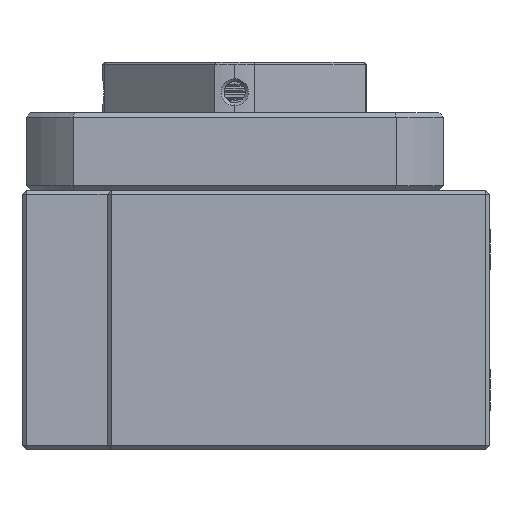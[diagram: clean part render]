
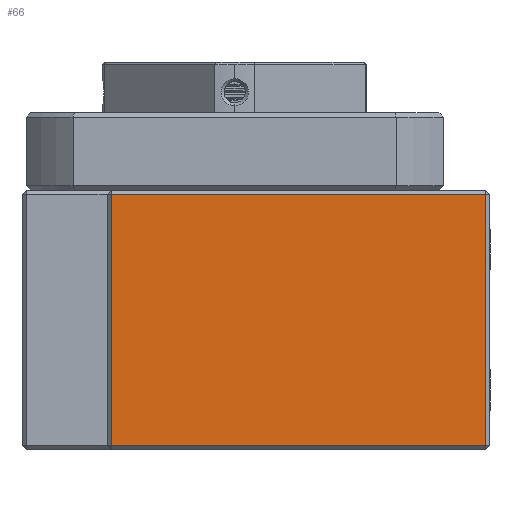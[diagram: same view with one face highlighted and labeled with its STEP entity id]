
A CAD part, left-side view. The second image highlights one B-rep face of the part: STEP entity #66.
In plain terms, the highlighted planar face has unit normal (-1, 0, 0).
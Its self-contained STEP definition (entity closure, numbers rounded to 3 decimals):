
#66 = ADVANCED_FACE ( 'NONE', ( #37138 ), #27986, .F. ) ;
#1093 = DIRECTION ( 'NONE',  ( 0., -1., 0. ) ) ;
#3063 = DIRECTION ( 'NONE',  ( 1., 0., 0. ) ) ;
#3999 = ORIENTED_EDGE ( 'NONE', *, *, #9372, .F. ) ;
#4901 = DIRECTION ( 'NONE',  ( 0., -1., 0. ) ) ;
#5144 = LINE ( 'NONE', #20857, #19085 ) ;
#6337 = CARTESIAN_POINT ( 'NONE',  ( -80., 89., 29.5 ) ) ;
#8635 = EDGE_CURVE ( 'NONE', #23041, #34484, #20408, .T. ) ;
#9372 = EDGE_CURVE ( 'NONE', #23041, #14935, #34919, .T. ) ;
#11260 = DIRECTION ( 'NONE',  ( 0., 0., -1. ) ) ;
#13086 = CARTESIAN_POINT ( 'NONE',  ( -80., 89., 29.5 ) ) ;
#14935 = VERTEX_POINT ( 'NONE', #6337 ) ;
#15138 = CARTESIAN_POINT ( 'NONE',  ( -80., 89., -29.5 ) ) ;
#16139 = ORIENTED_EDGE ( 'NONE', *, *, #8635, .T. ) ;
#19085 = VECTOR ( 'NONE', #11260, 1000. ) ;
#19214 = VECTOR ( 'NONE', #4901, 1000. ) ;
#19247 = VECTOR ( 'NONE', #19602, 1000. ) ;
#19347 = ORIENTED_EDGE ( 'NONE', *, *, #21079, .F. ) ;
#19602 = DIRECTION ( 'NONE',  ( 0., 0., 1. ) ) ;
#20408 = LINE ( 'NONE', #32873, #19214 ) ;
#20857 = CARTESIAN_POINT ( 'NONE',  ( -80., 1., 29.5 ) ) ;
#20974 = AXIS2_PLACEMENT_3D ( 'NONE', #24511, #3063, #21836 ) ;
#21079 = EDGE_CURVE ( 'NONE', #21654, #34484, #5144, .T. ) ;
#21654 = VERTEX_POINT ( 'NONE', #40382 ) ;
#21836 = DIRECTION ( 'NONE',  ( 0., 1., 0. ) ) ;
#23041 = VERTEX_POINT ( 'NONE', #15138 ) ;
#24511 = CARTESIAN_POINT ( 'NONE',  ( -80., 1., 29.5 ) ) ;
#27986 = PLANE ( 'NONE',  #20974 ) ;
#29343 = EDGE_LOOP ( 'NONE', ( #29685, #3999, #16139, #19347 ) ) ;
#29685 = ORIENTED_EDGE ( 'NONE', *, *, #35174, .F. ) ;
#31360 = CARTESIAN_POINT ( 'NONE',  ( -80., 1., 29.5 ) ) ;
#32873 = CARTESIAN_POINT ( 'NONE',  ( -80., 1., -29.5 ) ) ;
#34484 = VERTEX_POINT ( 'NONE', #34785 ) ;
#34785 = CARTESIAN_POINT ( 'NONE',  ( -80., 1., -29.5 ) ) ;
#34919 = LINE ( 'NONE', #13086, #19247 ) ;
#35174 = EDGE_CURVE ( 'NONE', #14935, #21654, #35193, .T. ) ;
#35193 = LINE ( 'NONE', #31360, #38262 ) ;
#37138 = FACE_OUTER_BOUND ( 'NONE', #29343, .T. ) ;
#38262 = VECTOR ( 'NONE', #1093, 1000. ) ;
#40382 = CARTESIAN_POINT ( 'NONE',  ( -80., 1., 29.5 ) ) ;
